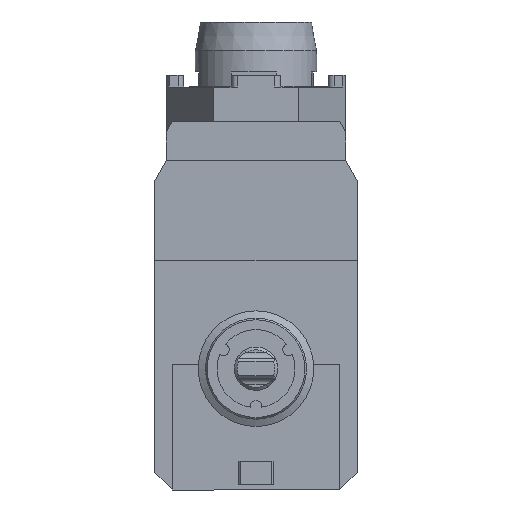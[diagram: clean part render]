
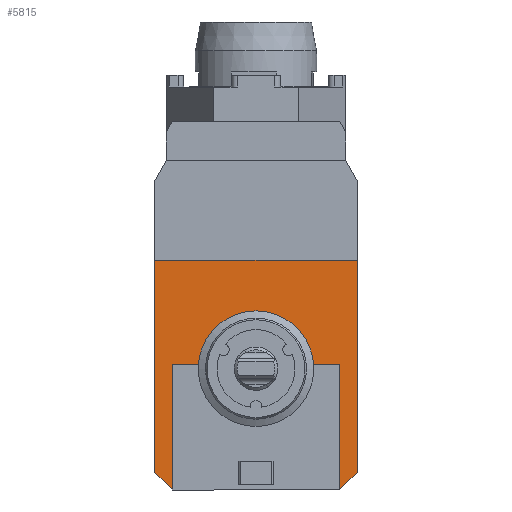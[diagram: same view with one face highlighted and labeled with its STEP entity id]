
A CAD part, front view. The second image highlights one B-rep face of the part: STEP entity #5815.
In plain terms, the highlighted planar face has unit normal (0, -1, 0).
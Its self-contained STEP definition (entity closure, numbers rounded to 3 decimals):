
#65 = DIRECTION ( 'NONE',  ( 0.707, 0., -0.707 ) ) ;
#74 = VECTOR ( 'NONE', #24039, 1000. ) ;
#105 = VECTOR ( 'NONE', #21649, 1000. ) ;
#166 = VERTEX_POINT ( 'NONE', #6797 ) ;
#209 = VECTOR ( 'NONE', #7863, 1000. ) ;
#577 = DIRECTION ( 'NONE',  ( 0., 0., -1. ) ) ;
#600 = CARTESIAN_POINT ( 'NONE',  ( -14.25, -29., -85.25 ) ) ;
#785 = VECTOR ( 'NONE', #14264, 1000. ) ;
#944 = EDGE_CURVE ( 'NONE', #12983, #9011, #10016, .T. ) ;
#1240 = CARTESIAN_POINT ( 'NONE',  ( 29., -29., -99.5 ) ) ;
#3278 = PLANE ( 'NONE',  #16368 ) ;
#3334 = CARTESIAN_POINT ( 'NONE',  ( -19.797, -29., 1.5 ) ) ;
#3607 = EDGE_CURVE ( 'NONE', #7793, #11111, #11312, .T. ) ;
#4019 = DIRECTION ( 'NONE',  ( 0., 1., 0. ) ) ;
#4097 = CARTESIAN_POINT ( 'NONE',  ( -35., -29., -36. ) ) ;
#4364 = CARTESIAN_POINT ( 'NONE',  ( 14.25, -29., -85.25 ) ) ;
#4921 = LINE ( 'NONE', #24524, #10762 ) ;
#5005 = CARTESIAN_POINT ( 'NONE',  ( -35., -29., 72. ) ) ;
#5063 = EDGE_CURVE ( 'NONE', #11988, #22859, #4921, .T. ) ;
#5249 = VECTOR ( 'NONE', #65, 1000. ) ;
#5518 = CARTESIAN_POINT ( 'NONE',  ( 29., -29., 1.5 ) ) ;
#5815 = ADVANCED_FACE ( 'Defeature completata1_143', ( #27478 ), #3278, .T. ) ;
#6539 = VERTEX_POINT ( 'NONE', #18188 ) ;
#6604 = ORIENTED_EDGE ( 'NONE', *, *, #5063, .F. ) ;
#6633 = ORIENTED_EDGE ( 'NONE', *, *, #14048, .T. ) ;
#6797 = CARTESIAN_POINT ( 'NONE',  ( 29., -29., -42. ) ) ;
#7380 = LINE ( 'NONE', #22918, #24876 ) ;
#7401 = LINE ( 'NONE', #600, #13006 ) ;
#7473 = LINE ( 'NONE', #5005, #20581 ) ;
#7793 = VERTEX_POINT ( 'NONE', #5518 ) ;
#7863 = DIRECTION ( 'NONE',  ( 0., 0., 1. ) ) ;
#9011 = VERTEX_POINT ( 'NONE', #26377 ) ;
#9231 = AXIS2_PLACEMENT_3D ( 'NONE', #28108, #4019, #23762 ) ;
#9316 = ORIENTED_EDGE ( 'NONE', *, *, #27803, .F. ) ;
#9486 = DIRECTION ( 'NONE',  ( 0., 0., -1. ) ) ;
#10016 = LINE ( 'NONE', #28016, #209 ) ;
#10170 = CARTESIAN_POINT ( 'NONE',  ( -29., -29., 1.5 ) ) ;
#10623 = CIRCLE ( 'NONE', #9231, 19.854 ) ;
#10761 = ORIENTED_EDGE ( 'NONE', *, *, #3607, .F. ) ;
#10762 = VECTOR ( 'NONE', #24942, 1000. ) ;
#11101 = CARTESIAN_POINT ( 'NONE',  ( 35., -29., -36. ) ) ;
#11111 = VERTEX_POINT ( 'NONE', #27727 ) ;
#11312 = LINE ( 'NONE', #17680, #105 ) ;
#11988 = VERTEX_POINT ( 'NONE', #3334 ) ;
#12233 = EDGE_CURVE ( 'NONE', #22859, #6539, #7380, .T. ) ;
#12582 = VERTEX_POINT ( 'NONE', #4097 ) ;
#12950 = EDGE_LOOP ( 'NONE', ( #6604, #15375, #10761, #20320, #18175, #18318, #9316, #21314, #6633, #26085 ) ) ;
#12983 = VERTEX_POINT ( 'NONE', #11101 ) ;
#13006 = VECTOR ( 'NONE', #16391, 1000. ) ;
#13275 = CARTESIAN_POINT ( 'NONE',  ( 44.826, -29., 37.5 ) ) ;
#13357 = LINE ( 'NONE', #4364, #5249 ) ;
#14048 = EDGE_CURVE ( 'NONE', #12582, #6539, #13357, .T. ) ;
#14264 = DIRECTION ( 'NONE',  ( 0., 0., 1. ) ) ;
#14486 = VERTEX_POINT ( 'NONE', #23171 ) ;
#15375 = ORIENTED_EDGE ( 'NONE', *, *, #28151, .T. ) ;
#16306 = LINE ( 'NONE', #1240, #785 ) ;
#16368 = AXIS2_PLACEMENT_3D ( 'NONE', #25734, #18875, #21273 ) ;
#16391 = DIRECTION ( 'NONE',  ( 0.707, 0., 0.707 ) ) ;
#16685 = EDGE_CURVE ( 'NONE', #166, #7793, #16306, .T. ) ;
#17680 = CARTESIAN_POINT ( 'NONE',  ( 0., -29., 1.5 ) ) ;
#18175 = ORIENTED_EDGE ( 'NONE', *, *, #26786, .T. ) ;
#18188 = CARTESIAN_POINT ( 'NONE',  ( -29., -29., -42. ) ) ;
#18318 = ORIENTED_EDGE ( 'NONE', *, *, #944, .T. ) ;
#18875 = DIRECTION ( 'NONE',  ( 0., -1., 0. ) ) ;
#20320 = ORIENTED_EDGE ( 'NONE', *, *, #16685, .F. ) ;
#20581 = VECTOR ( 'NONE', #9486, 1000. ) ;
#21273 = DIRECTION ( 'NONE',  ( 0., 0., -1. ) ) ;
#21314 = ORIENTED_EDGE ( 'NONE', *, *, #27146, .T. ) ;
#21649 = DIRECTION ( 'NONE',  ( -1., 0., 0. ) ) ;
#22859 = VERTEX_POINT ( 'NONE', #10170 ) ;
#22918 = CARTESIAN_POINT ( 'NONE',  ( -29., -29., -99.5 ) ) ;
#23171 = CARTESIAN_POINT ( 'NONE',  ( -35., -29., 37.5 ) ) ;
#23762 = DIRECTION ( 'NONE',  ( 0., 0., 1. ) ) ;
#24039 = DIRECTION ( 'NONE',  ( 1., 0., 0. ) ) ;
#24466 = LINE ( 'NONE', #13275, #74 ) ;
#24524 = CARTESIAN_POINT ( 'NONE',  ( 0., -29., 1.5 ) ) ;
#24876 = VECTOR ( 'NONE', #577, 1000. ) ;
#24942 = DIRECTION ( 'NONE',  ( -1., 0., 0. ) ) ;
#25734 = CARTESIAN_POINT ( 'NONE',  ( 0., -29., -99.5 ) ) ;
#26085 = ORIENTED_EDGE ( 'NONE', *, *, #12233, .F. ) ;
#26377 = CARTESIAN_POINT ( 'NONE',  ( 35., -29., 37.5 ) ) ;
#26786 = EDGE_CURVE ( 'NONE', #166, #12983, #7401, .T. ) ;
#27146 = EDGE_CURVE ( 'NONE', #14486, #12582, #7473, .T. ) ;
#27478 = FACE_OUTER_BOUND ( 'NONE', #12950, .T. ) ;
#27727 = CARTESIAN_POINT ( 'NONE',  ( 19.797, -29., 1.5 ) ) ;
#27803 = EDGE_CURVE ( 'NONE', #14486, #9011, #24466, .T. ) ;
#28016 = CARTESIAN_POINT ( 'NONE',  ( 35., -29., 72. ) ) ;
#28108 = CARTESIAN_POINT ( 'NONE',  ( 0., -29., 0. ) ) ;
#28151 = EDGE_CURVE ( 'NONE', #11988, #11111, #10623, .T. ) ;
